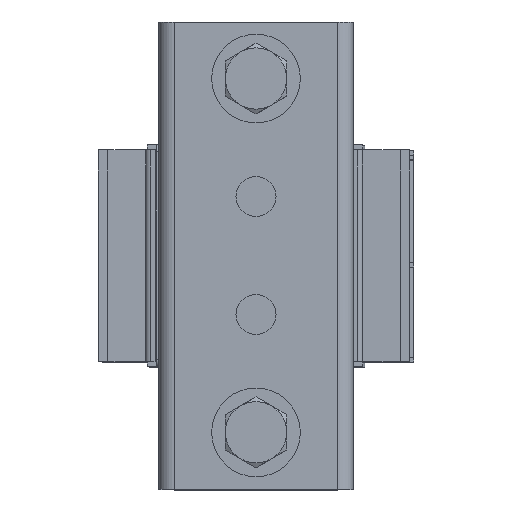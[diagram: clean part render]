
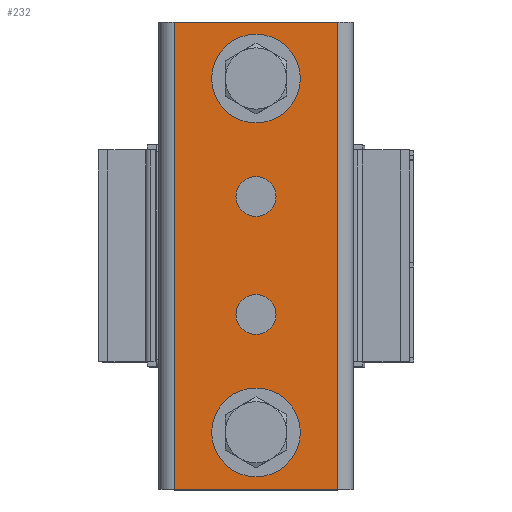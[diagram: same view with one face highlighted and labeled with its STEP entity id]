
A CAD part, top view. The second image highlights one B-rep face of the part: STEP entity #232.
In plain terms, the highlighted planar face has unit normal (0, 0, 1).
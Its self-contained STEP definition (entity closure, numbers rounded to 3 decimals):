
#232=ADVANCED_FACE('',(#770,#771,#772,#773,#774),#775,.F.);
#770=FACE_OUTER_BOUND('',#1852,.T.);
#771=FACE_BOUND('',#1853,.T.);
#772=FACE_BOUND('',#1854,.T.);
#773=FACE_BOUND('',#1855,.T.);
#774=FACE_BOUND('',#1856,.T.);
#775=PLANE('',#1857);
#1852=EDGE_LOOP('',(#3019,#3020,#3021,#3022));
#1853=EDGE_LOOP('',(#3023,#3024));
#1854=EDGE_LOOP('',(#3025,#3026));
#1855=EDGE_LOOP('',(#3027,#3028));
#1856=EDGE_LOOP('',(#3029,#3030));
#1857=AXIS2_PLACEMENT_3D('',#3031,#3032,#3033);
#3019=ORIENTED_EDGE('',*,*,#7196,.F.);
#3020=ORIENTED_EDGE('',*,*,#7177,.F.);
#3021=ORIENTED_EDGE('',*,*,#7197,.F.);
#3022=ORIENTED_EDGE('',*,*,#7195,.F.);
#3023=ORIENTED_EDGE('',*,*,#7146,.T.);
#3024=ORIENTED_EDGE('',*,*,#7168,.T.);
#3025=ORIENTED_EDGE('',*,*,#7150,.T.);
#3026=ORIENTED_EDGE('',*,*,#7169,.T.);
#3027=ORIENTED_EDGE('',*,*,#7154,.T.);
#3028=ORIENTED_EDGE('',*,*,#7170,.T.);
#3029=ORIENTED_EDGE('',*,*,#7158,.T.);
#3030=ORIENTED_EDGE('',*,*,#7171,.T.);
#3031=CARTESIAN_POINT('',(19.073,37.315,21.584));
#3032=DIRECTION('',(0.,0.,-1.0));
#3033=DIRECTION('',(-1.0,0.0,0.));
#7146=EDGE_CURVE('',#8489,#8487,#8490,.T.);
#7150=EDGE_CURVE('',#8497,#8495,#8498,.T.);
#7154=EDGE_CURVE('',#8505,#8503,#8506,.T.);
#7158=EDGE_CURVE('',#8513,#8511,#8514,.T.);
#7168=EDGE_CURVE('',#8487,#8489,#8528,.T.);
#7169=EDGE_CURVE('',#8495,#8497,#8529,.T.);
#7170=EDGE_CURVE('',#8503,#8505,#8530,.T.);
#7171=EDGE_CURVE('',#8511,#8513,#8531,.T.);
#7177=EDGE_CURVE('',#8540,#8542,#8543,.T.);
#7195=EDGE_CURVE('',#8573,#8559,#8575,.T.);
#7196=EDGE_CURVE('',#8542,#8573,#8576,.T.);
#7197=EDGE_CURVE('',#8559,#8540,#8577,.T.);
#8487=VERTEX_POINT('',#10693);
#8489=VERTEX_POINT('',#10696);
#8490=CIRCLE('',#10697,4.25);
#8495=VERTEX_POINT('',#10703);
#8497=VERTEX_POINT('',#10706);
#8498=CIRCLE('',#10707,4.25);
#8503=VERTEX_POINT('',#10713);
#8505=VERTEX_POINT('',#10716);
#8506=CIRCLE('',#10717,4.25);
#8511=VERTEX_POINT('',#10723);
#8513=VERTEX_POINT('',#10726);
#8514=CIRCLE('',#10727,4.25);
#8528=CIRCLE('',#10746,4.25);
#8529=CIRCLE('',#10747,4.25);
#8530=CIRCLE('',#10748,4.25);
#8531=CIRCLE('',#10749,4.25);
#8540=VERTEX_POINT('',#10760);
#8542=VERTEX_POINT('',#10762);
#8543=LINE('',#10763,#10764);
#8559=VERTEX_POINT('',#10786);
#8573=VERTEX_POINT('',#10806);
#8575=LINE('',#10808,#10809);
#8576=LINE('',#10810,#10811);
#8577=LINE('',#10812,#10813);
#10693=CARTESIAN_POINT('',(-1.527,29.565,21.584));
#10696=CARTESIAN_POINT('',(-1.527,21.065,21.584));
#10697=AXIS2_PLACEMENT_3D('',#14234,#14235,#14236);
#10703=CARTESIAN_POINT('',(-1.527,4.565,21.584));
#10706=CARTESIAN_POINT('',(-1.527,-3.935,21.584));
#10707=AXIS2_PLACEMENT_3D('',#14242,#14243,#14244);
#10713=CARTESIAN_POINT('',(-1.527,-45.435,21.584));
#10716=CARTESIAN_POINT('',(-1.527,-53.935,21.584));
#10717=AXIS2_PLACEMENT_3D('',#14250,#14251,#14252);
#10723=CARTESIAN_POINT('',(-1.527,-20.435,21.584));
#10726=CARTESIAN_POINT('',(-1.527,-28.935,21.584));
#10727=AXIS2_PLACEMENT_3D('',#14258,#14259,#14260);
#10746=AXIS2_PLACEMENT_3D('',#14278,#14279,#14280);
#10747=AXIS2_PLACEMENT_3D('',#14281,#14282,#14283);
#10748=AXIS2_PLACEMENT_3D('',#14284,#14285,#14286);
#10749=AXIS2_PLACEMENT_3D('',#14287,#14288,#14289);
#10760=CARTESIAN_POINT('',(-18.827,37.315,21.584));
#10762=CARTESIAN_POINT('',(15.773,37.315,21.584));
#10763=CARTESIAN_POINT('',(15.773,37.315,21.584));
#10764=VECTOR('',#14301,1000.0);
#10786=CARTESIAN_POINT('',(-18.827,-61.685,21.584));
#10806=CARTESIAN_POINT('',(15.773,-61.685,21.584));
#10808=CARTESIAN_POINT('',(-18.827,-61.685,21.584));
#10809=VECTOR('',#14329,1000.0);
#10810=CARTESIAN_POINT('',(15.773,37.315,21.584));
#10811=VECTOR('',#14330,1000.0);
#10812=CARTESIAN_POINT('',(-18.827,37.315,21.584));
#10813=VECTOR('',#14331,1000.0);
#14234=CARTESIAN_POINT('',(-1.527,25.315,21.584));
#14235=DIRECTION('',(-0.0,-0.0,-1.0));
#14236=DIRECTION('',(0.0,-1.0,0.0));
#14242=CARTESIAN_POINT('',(-1.527,0.315,21.584));
#14243=DIRECTION('',(-0.0,-0.0,-1.0));
#14244=DIRECTION('',(0.0,-1.0,0.0));
#14250=CARTESIAN_POINT('',(-1.527,-49.685,21.584));
#14251=DIRECTION('',(-0.0,-0.0,-1.0));
#14252=DIRECTION('',(0.0,-1.0,0.0));
#14258=CARTESIAN_POINT('',(-1.527,-24.685,21.584));
#14259=DIRECTION('',(-0.0,-0.0,-1.0));
#14260=DIRECTION('',(0.0,-1.0,0.0));
#14278=CARTESIAN_POINT('',(-1.527,25.315,21.584));
#14279=DIRECTION('',(-0.0,-0.0,-1.0));
#14280=DIRECTION('',(0.0,-1.0,0.0));
#14281=CARTESIAN_POINT('',(-1.527,0.315,21.584));
#14282=DIRECTION('',(-0.0,-0.0,-1.0));
#14283=DIRECTION('',(0.0,-1.0,0.0));
#14284=CARTESIAN_POINT('',(-1.527,-49.685,21.584));
#14285=DIRECTION('',(-0.0,-0.0,-1.0));
#14286=DIRECTION('',(0.0,-1.0,0.0));
#14287=CARTESIAN_POINT('',(-1.527,-24.685,21.584));
#14288=DIRECTION('',(-0.0,-0.0,-1.0));
#14289=DIRECTION('',(0.0,-1.0,0.0));
#14301=DIRECTION('',(1.0,0.,0.));
#14329=DIRECTION('',(-1.0,0.,-0.0));
#14330=DIRECTION('',(0.,-1.0,0.));
#14331=DIRECTION('',(0.,1.0,0.));
